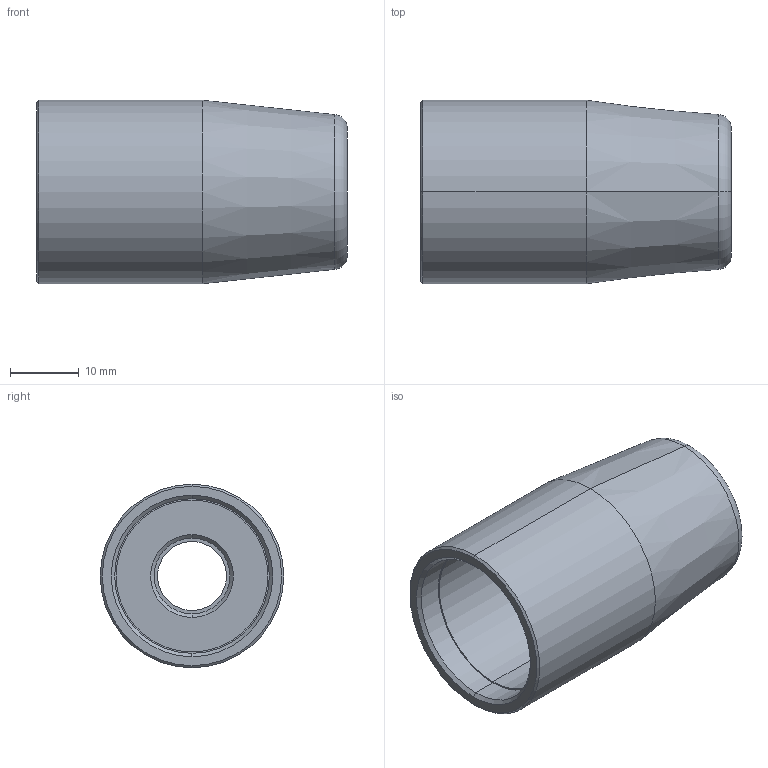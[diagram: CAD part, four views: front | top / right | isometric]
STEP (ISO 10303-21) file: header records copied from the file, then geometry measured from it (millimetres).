
FILE_DESCRIPTION (( 'STEP AP214' ), '1' );
FILE_NAME ('U1902549-48.STEP', '2017-07-26T06:10:20', ( 'compete' ), ( 'Hewlett-Packard Company' ), 'SwSTEP 2.0', 'SolidWorks 2017', '' );
FILE_SCHEMA (( 'AUTOMOTIVE_DESIGN' ));
Length unit declared in the file: millimetre
Products named in the file (5): Leje_MU-B TFP 101208; Adapter_U19xxx49-48_A2_1025-A1; Oring_ORING 10,82 X 1,78; U1902549-48; Skraber_CH56 PT 10 X 16 X 5,3
Assembly tree (4 placements, depth 2):
  U1902549-48
    Adapter_U19xxx49-48_A2_1025-A1
    Leje_MU-B TFP 101208
    Skraber_CH56 PT 10 X 16 X 5,3
    Oring_ORING 10,82 X 1,78
Bounding box: 45 x 26.6 x 26.6 mm (x, y, z)
Volume: 12485 mm3; surface area: 8467 mm2
Topology: 4 solids, 4 shells, 70 faces, 140 edges, 82 vertices
Faces by surface type: cylinder 28, cone 18, torus 12, plane 12
Entity records: 2062 total; most frequent: DIRECTION 388, CARTESIAN_POINT 299, ORIENTED_EDGE 280, AXIS2_PLACEMENT_3D 171, EDGE_CURVE 140, CIRCLE 94, VERTEX_POINT 82, EDGE_LOOP 82
